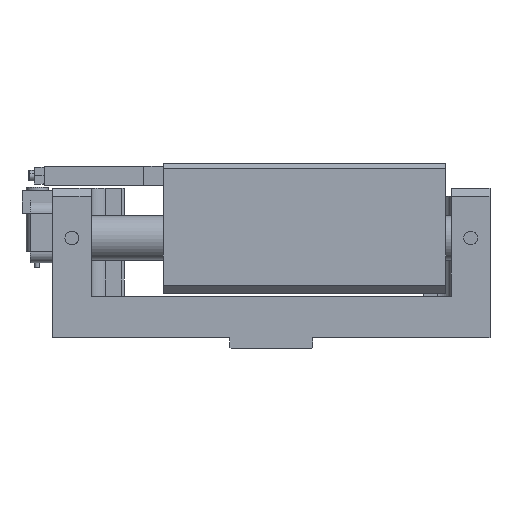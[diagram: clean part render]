
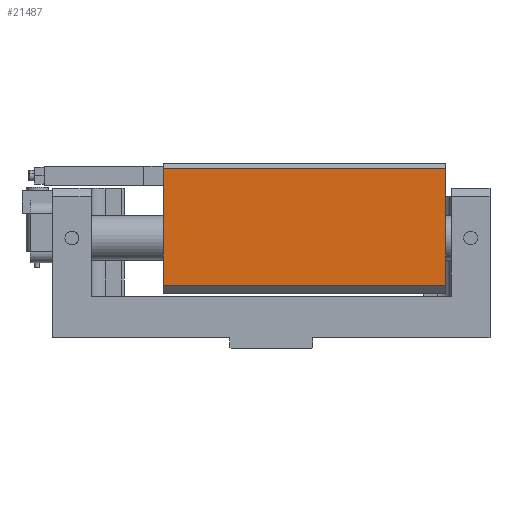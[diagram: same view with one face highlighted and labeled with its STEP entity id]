
A CAD part, left-side view. The second image highlights one B-rep face of the part: STEP entity #21487.
In plain terms, the highlighted planar face has unit normal (-1, 0, 0).
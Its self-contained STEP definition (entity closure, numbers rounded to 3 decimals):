
#56 = DIRECTION ( 'NONE',  ( 0., 0., -1. ) ) ;
#1808 = ORIENTED_EDGE ( 'NONE', *, *, #13121, .T. ) ;
#1964 = AXIS2_PLACEMENT_3D ( 'NONE', #16582, #23898, #11746 ) ;
#2341 = EDGE_CURVE ( 'NONE', #12560, #12779, #18313, .T. ) ;
#2626 = CARTESIAN_POINT ( 'NONE',  ( -100.138, -60.322, 156. ) ) ;
#2874 = VECTOR ( 'NONE', #6946, 1000. ) ;
#4711 = PLANE ( 'NONE',  #1964 ) ;
#5382 = CARTESIAN_POINT ( 'NONE',  ( -100.138, -60.322, 198. ) ) ;
#6281 = LINE ( 'NONE', #2626, #2874 ) ;
#6946 = DIRECTION ( 'NONE',  ( 0., -1., 0. ) ) ;
#6973 = VERTEX_POINT ( 'NONE', #14815 ) ;
#7000 = FACE_OUTER_BOUND ( 'NONE', #10810, .T. ) ;
#10409 = VECTOR ( 'NONE', #27588, 1000. ) ;
#10452 = VECTOR ( 'NONE', #15339, 1000. ) ;
#10810 = EDGE_LOOP ( 'NONE', ( #14153, #23143, #1808, #16636 ) ) ;
#11746 = DIRECTION ( 'NONE',  ( 0., 0., -1. ) ) ;
#11792 = CARTESIAN_POINT ( 'NONE',  ( -100.138, -60.322, 198. ) ) ;
#12560 = VERTEX_POINT ( 'NONE', #11792 ) ;
#12779 = VERTEX_POINT ( 'NONE', #12925 ) ;
#12925 = CARTESIAN_POINT ( 'NONE',  ( -100.138, -60.322, 156. ) ) ;
#13070 = EDGE_CURVE ( 'NONE', #6973, #12779, #6281, .T. ) ;
#13121 = EDGE_CURVE ( 'NONE', #13803, #6973, #20232, .T. ) ;
#13445 = LINE ( 'NONE', #5382, #10452 ) ;
#13803 = VERTEX_POINT ( 'NONE', #21371 ) ;
#14153 = ORIENTED_EDGE ( 'NONE', *, *, #2341, .F. ) ;
#14815 = CARTESIAN_POINT ( 'NONE',  ( -100.138, 41.678, 156. ) ) ;
#15339 = DIRECTION ( 'NONE',  ( 0., 1., 0. ) ) ;
#16582 = CARTESIAN_POINT ( 'NONE',  ( -100.138, -60.322, 153. ) ) ;
#16636 = ORIENTED_EDGE ( 'NONE', *, *, #13070, .T. ) ;
#17740 = CARTESIAN_POINT ( 'NONE',  ( -100.138, -60.322, 153. ) ) ;
#18313 = LINE ( 'NONE', #17740, #10409 ) ;
#18331 = VECTOR ( 'NONE', #56, 1000. ) ;
#18455 = EDGE_CURVE ( 'NONE', #12560, #13803, #13445, .T. ) ;
#19320 = CARTESIAN_POINT ( 'NONE',  ( -100.138, 41.678, 153. ) ) ;
#20232 = LINE ( 'NONE', #19320, #18331 ) ;
#21371 = CARTESIAN_POINT ( 'NONE',  ( -100.138, 41.678, 198. ) ) ;
#21487 = ADVANCED_FACE ( 'NONE', ( #7000 ), #4711, .F. ) ;
#23143 = ORIENTED_EDGE ( 'NONE', *, *, #18455, .T. ) ;
#23898 = DIRECTION ( 'NONE',  ( 1., 0., 0. ) ) ;
#27588 = DIRECTION ( 'NONE',  ( 0., 0., -1. ) ) ;
